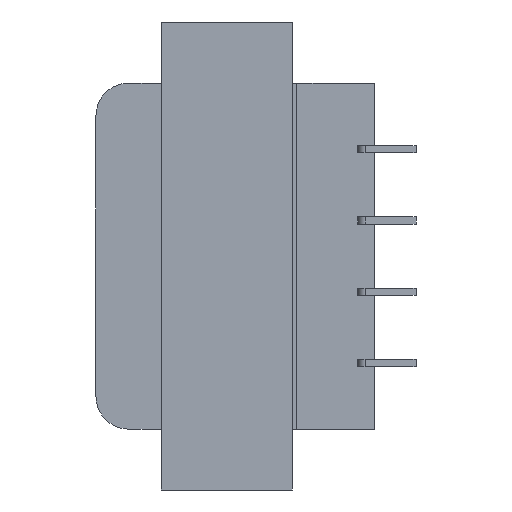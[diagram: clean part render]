
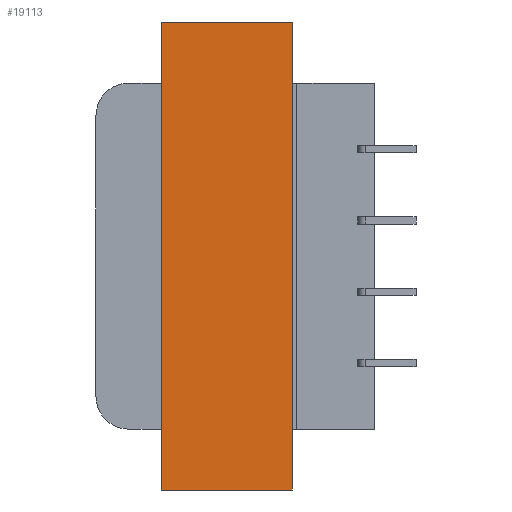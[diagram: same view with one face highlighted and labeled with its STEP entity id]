
A CAD part, left-side view. The second image highlights one B-rep face of the part: STEP entity #19113.
In plain terms, the highlighted planar face has unit normal (-1, 0, 0).
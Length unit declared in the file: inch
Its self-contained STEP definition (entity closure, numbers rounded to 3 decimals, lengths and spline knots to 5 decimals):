
#151 = ORIENTED_EDGE ( 'NONE', *, *, #16906, .T. ) ;
#834 = DIRECTION ( 'NONE',  ( 0., 0., 1. ) ) ;
#1456 = VERTEX_POINT ( 'NONE', #12665 ) ;
#3659 = CARTESIAN_POINT ( 'NONE',  ( -1.0935, 0.36753, -1.3125 ) ) ;
#3906 = DIRECTION ( 'NONE',  ( 0., 0., 1. ) ) ;
#4208 = CARTESIAN_POINT ( 'NONE',  ( -1.0935, -0.36753, -1.3125 ) ) ;
#4354 = CARTESIAN_POINT ( 'NONE',  ( -1.0935, 0.36753, -1.3125 ) ) ;
#4823 = LINE ( 'NONE', #4208, #9362 ) ;
#5398 = DIRECTION ( 'NONE',  ( 0., 0., -1. ) ) ;
#6739 = EDGE_CURVE ( 'NONE', #8212, #14548, #4823, .T. ) ;
#7020 = LINE ( 'NONE', #4354, #19008 ) ;
#7530 = CARTESIAN_POINT ( 'NONE',  ( -1.0935, 0.36753, -1.3125 ) ) ;
#7850 = DIRECTION ( 'NONE',  ( 0., -1., 0. ) ) ;
#7984 = LINE ( 'NONE', #14116, #16707 ) ;
#8212 = VERTEX_POINT ( 'NONE', #14523 ) ;
#8628 = VECTOR ( 'NONE', #834, 39.37008 ) ;
#9362 = VECTOR ( 'NONE', #3906, 39.37008 ) ;
#9995 = ORIENTED_EDGE ( 'NONE', *, *, #12796, .F. ) ;
#10043 = CARTESIAN_POINT ( 'NONE',  ( -1.0935, -0.36753, 1.3125 ) ) ;
#10367 = DIRECTION ( 'NONE',  ( 0., -1., 0. ) ) ;
#12096 = ORIENTED_EDGE ( 'NONE', *, *, #15640, .F. ) ;
#12665 = CARTESIAN_POINT ( 'NONE',  ( -1.0935, 0.36753, 1.3125 ) ) ;
#12730 = VERTEX_POINT ( 'NONE', #17164 ) ;
#12796 = EDGE_CURVE ( 'NONE', #12730, #1456, #18855, .T. ) ;
#13692 = PLANE ( 'NONE',  #18985 ) ;
#14116 = CARTESIAN_POINT ( 'NONE',  ( -1.0935, 0.36753, 1.3125 ) ) ;
#14523 = CARTESIAN_POINT ( 'NONE',  ( -1.0935, -0.36753, -1.3125 ) ) ;
#14548 = VERTEX_POINT ( 'NONE', #10043 ) ;
#15208 = ORIENTED_EDGE ( 'NONE', *, *, #6739, .T. ) ;
#15364 = DIRECTION ( 'NONE',  ( 1., 0., 0. ) ) ;
#15640 = EDGE_CURVE ( 'NONE', #1456, #14548, #7984, .T. ) ;
#15735 = EDGE_LOOP ( 'NONE', ( #151, #15208, #12096, #9995 ) ) ;
#16707 = VECTOR ( 'NONE', #10367, 39.37008 ) ;
#16906 = EDGE_CURVE ( 'NONE', #12730, #8212, #7020, .T. ) ;
#17164 = CARTESIAN_POINT ( 'NONE',  ( -1.0935, 0.36753, -1.3125 ) ) ;
#18855 = LINE ( 'NONE', #7530, #8628 ) ;
#18985 = AXIS2_PLACEMENT_3D ( 'NONE', #3659, #15364, #5398 ) ;
#19008 = VECTOR ( 'NONE', #7850, 39.37008 ) ;
#19113 = ADVANCED_FACE ( 'NONE', ( #19682 ), #13692, .F. ) ;
#19682 = FACE_OUTER_BOUND ( 'NONE', #15735, .T. ) ;
